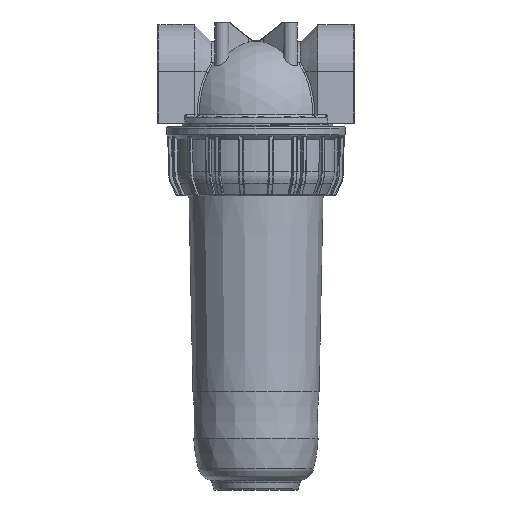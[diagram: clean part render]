
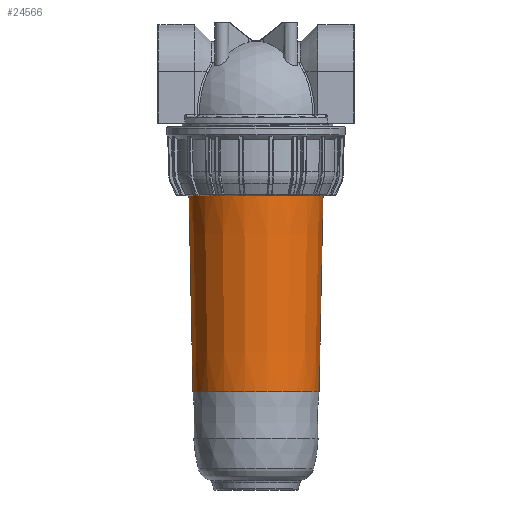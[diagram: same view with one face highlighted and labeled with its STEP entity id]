
A CAD part, front view. The second image highlights one B-rep face of the part: STEP entity #24566.
In plain terms, the highlighted conical face has half-angle 1.17 degrees and reference radius 49.255 mm.
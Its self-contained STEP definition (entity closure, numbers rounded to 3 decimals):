
#756=LINE('',#48602,#1806);
#1806=VECTOR('',#29159,49.255);
#3229=CONICAL_SURFACE('',#26192,49.255,0.02);
#3947=FACE_OUTER_BOUND('',#5452,.T.);
#5452=EDGE_LOOP('',(#15868,#15869,#15870,#15871,#15872));
#6976=CIRCLE('',#26190,46.115);
#6977=CIRCLE('',#26191,46.115);
#6978=CIRCLE('',#26193,49.062);
#9499=VERTEX_POINT('',#48594);
#9500=VERTEX_POINT('',#48595);
#9501=VERTEX_POINT('',#48600);
#11910=EDGE_CURVE('',#9499,#9500,#6976,.T.);
#11912=EDGE_CURVE('',#9500,#9499,#6977,.T.);
#11913=EDGE_CURVE('',#9501,#9501,#6978,.T.);
#11914=EDGE_CURVE('',#9501,#9500,#756,.T.);
#15868=ORIENTED_EDGE('',*,*,#11913,.T.);
#15869=ORIENTED_EDGE('',*,*,#11914,.T.);
#15870=ORIENTED_EDGE('',*,*,#11912,.T.);
#15871=ORIENTED_EDGE('',*,*,#11910,.T.);
#15872=ORIENTED_EDGE('',*,*,#11914,.F.);
#24566=ADVANCED_FACE('',(#3947),#3229,.T.);
#26190=AXIS2_PLACEMENT_3D('',#48596,#29150,#29151);
#26191=AXIS2_PLACEMENT_3D('',#48598,#29153,#29154);
#26192=AXIS2_PLACEMENT_3D('',#48599,#29155,#29156);
#26193=AXIS2_PLACEMENT_3D('',#48601,#29157,#29158);
#29150=DIRECTION('center_axis',(0.,0.,
1.));
#29151=DIRECTION('ref_axis',(0.,1.,0.));
#29153=DIRECTION('center_axis',(0.,0.,
1.));
#29154=DIRECTION('ref_axis',(0.,1.,0.));
#29155=DIRECTION('center_axis',(0.,0.,
1.));
#29156=DIRECTION('ref_axis',(1.,0.,0.));
#29157=DIRECTION('center_axis',(0.,0.,-1.));
#29158=DIRECTION('ref_axis',(1.,0.,0.));
#29159=DIRECTION('',(0.02,0.,-1.));
#48594=CARTESIAN_POINT('',(0.,-46.115,-164.462));
#48595=CARTESIAN_POINT('',(-46.115,0.,-164.462));
#48596=CARTESIAN_POINT('Origin',(0.,0.,
-164.462));
#48598=CARTESIAN_POINT('Origin',(0.,0.,
-164.462));
#48599=CARTESIAN_POINT('Origin',(0.,0.,
-10.736));
#48600=CARTESIAN_POINT('',(-49.062,0.,-20.181));
#48601=CARTESIAN_POINT('Origin',(0.,0.,
-20.181));
#48602=CARTESIAN_POINT('',(-49.255,0.,-10.736));
